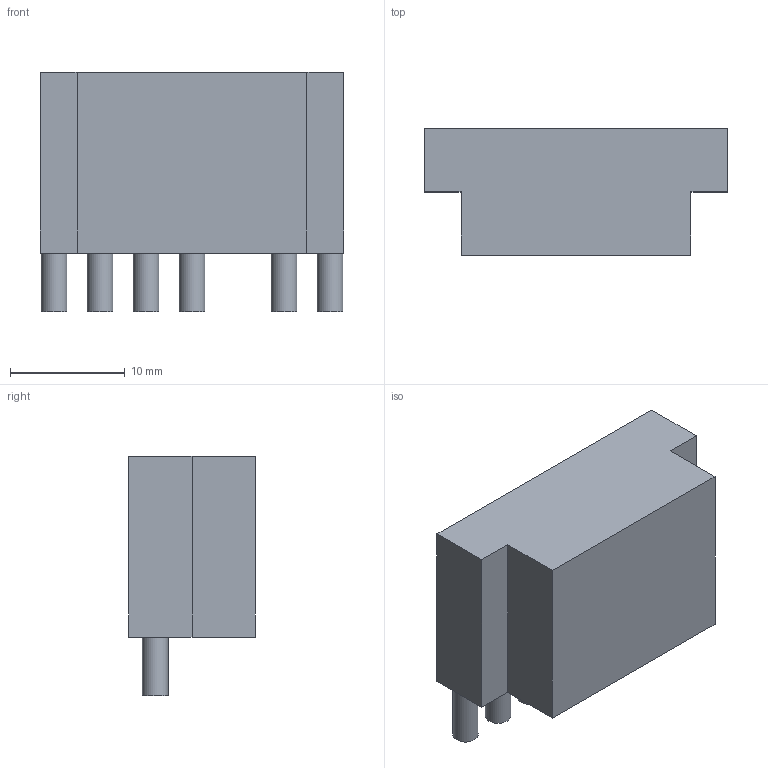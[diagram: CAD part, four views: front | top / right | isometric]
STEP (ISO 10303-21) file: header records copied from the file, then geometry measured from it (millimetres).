
FILE_DESCRIPTION(('FreeCAD Model'),'2;1');
FILE_NAME('13639200.1.3.stp','2021-02-19T17:17:35',( 'Author'),(''),'Open CASCADE STEP processor 6.9','FreeCAD','Unknown' );
FILE_SCHEMA(('AUTOMOTIVE_DESIGN { 1 0 10303 214 1 1 1 1 }'));
Length unit declared in the file: millimetre
Products named in the file (3): ASSEMBLY; Body; Leads
Assembly tree (2 placements, depth 2):
  ASSEMBLY
    Body
    Leads
Bounding box: 26.4 x 11 x 20.83 mm (x, y, z)
Volume: 4134.9 mm3; surface area: 1949.6 mm2
Topology: 7 solids, 7 shells, 28 faces, 42 edges, 28 vertices
Faces by surface type: plane 22, cylinder 6
Full cylindrical faces by diameter (mm): 2.24 x6
Entity records: 1265 total; most frequent: DIRECTION 200, CARTESIAN_POINT 185, LINE 102, VECTOR 102, ORIENTED_EDGE 84, PCURVE 84, DEFINITIONAL_REPRESENTATION 84, AXIS2_PLACEMENT_3D 43
